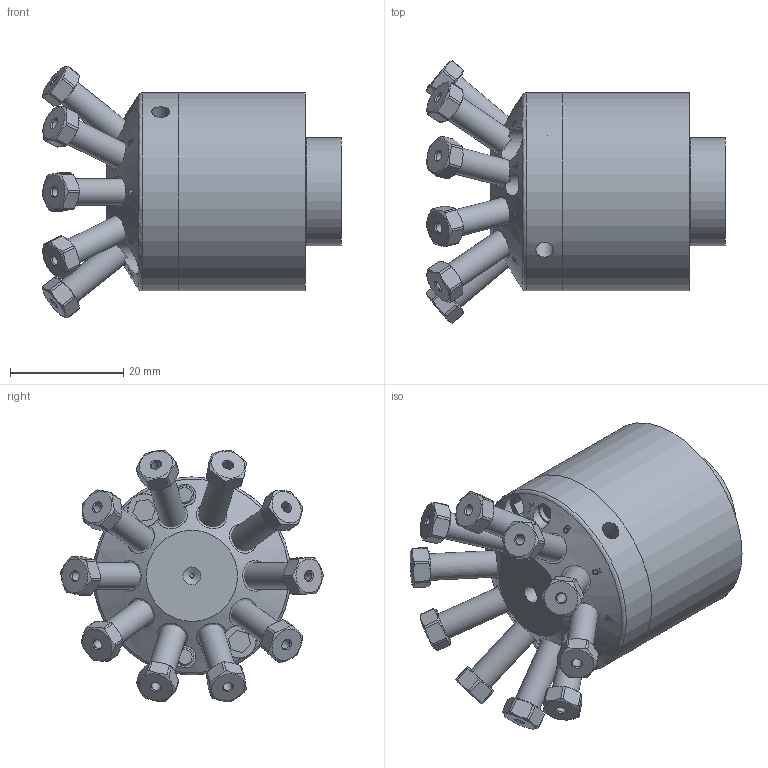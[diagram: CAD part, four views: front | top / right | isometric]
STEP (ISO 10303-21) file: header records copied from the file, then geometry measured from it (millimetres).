
FILE_DESCRIPTION((''),'2;1');
FILE_NAME('312349-C2H-2000D 10 port 2-pos replacement valve.stp','2013-08-14T14:52:11',('Franzp'),(''),'Autodesk Inventor 2013','Autodesk Inventor 2013','');
FILE_SCHEMA(('AUTOMOTIVE_DESIGN { 1 0 10303 214 1 1 1 1 }'));
Length unit declared in the file: millimetre
Products named in the file (1): 312349_Shrinkwrap_1
Bounding box: 52.71 x 46.28 x 44.34 mm (x, y, z)
Surface area: 13100.8 mm2 (no closed solid volume)
Topology: 0 solids, 26 shells, 289 faces, 935 edges, 681 vertices
Faces by surface type: plane 124, cylinder 107, cone 45, bspline 11, torus 2
Full cylindrical faces by diameter (mm): 1.71 x10, 3.175 x2, 3.183 x1, 3.22 x2, 3.302 x2, 4.7 x10, 5.9 x2, 7.142 x1, 7.155 x1, 9.525 x1, 14.732 x1, 19.05 x1, 34.925 x1, 34.93 x1
Entity records: 11414 total; most frequent: CARTESIAN_POINT 3938, ORIENTED_EDGE 1354, DIRECTION 1333, EDGE_CURVE 811, VERTEX_POINT 637, AXIS2_PLACEMENT_3D 564, EDGE_LOOP 438, FACE_OUTER_BOUND 288
